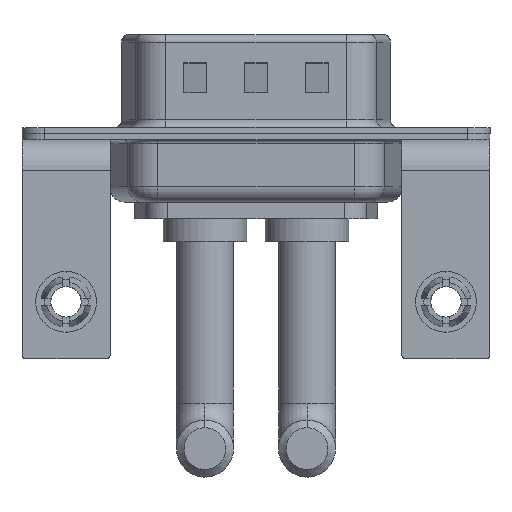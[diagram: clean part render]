
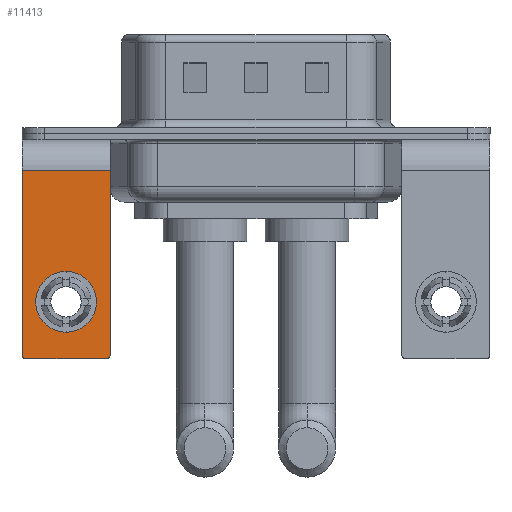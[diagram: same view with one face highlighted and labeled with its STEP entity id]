
A CAD part, front view. The second image highlights one B-rep face of the part: STEP entity #11413.
In plain terms, the highlighted planar face has unit normal (0, -1, 0).
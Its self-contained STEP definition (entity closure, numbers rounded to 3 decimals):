
#1013 = CARTESIAN_POINT ( 'NONE',  ( 2.9, -6.25, -2.4 ) ) ;
#1106 = ORIENTED_EDGE ( 'NONE', *, *, #5859, .F. ) ;
#1523 = DIRECTION ( 'NONE',  ( 0., 1., 0. ) ) ;
#1561 = CIRCLE ( 'NONE', #10238, 0.25 ) ;
#1683 = PLANE ( 'NONE',  #5959 ) ;
#1768 = CIRCLE ( 'NONE', #2865, 2. ) ;
#1930 = DIRECTION ( 'NONE',  ( 0., 0., 1. ) ) ;
#2095 = DIRECTION ( 'NONE',  ( 0., 1., 0. ) ) ;
#2865 = AXIS2_PLACEMENT_3D ( 'NONE', #8455, #10997, #12526 ) ;
#2964 = ORIENTED_EDGE ( 'NONE', *, *, #12514, .T. ) ;
#3010 = CARTESIAN_POINT ( 'NONE',  ( 0., -6.25, -13.07 ) ) ;
#3811 = ORIENTED_EDGE ( 'NONE', *, *, #16163, .T. ) ;
#4200 = ORIENTED_EDGE ( 'NONE', *, *, #7627, .T. ) ;
#4270 = EDGE_CURVE ( 'NONE', #9893, #9497, #12341, .T. ) ;
#4371 = CIRCLE ( 'NONE', #11695, 0.25 ) ;
#4854 = DIRECTION ( 'NONE',  ( 0., 0., 1. ) ) ;
#4914 = ORIENTED_EDGE ( 'NONE', *, *, #15774, .F. ) ;
#5004 = VECTOR ( 'NONE', #10273, 1000. ) ;
#5220 = DIRECTION ( 'NONE',  ( 0., 0., 1. ) ) ;
#5270 = LINE ( 'NONE', #6372, #5004 ) ;
#5358 = CARTESIAN_POINT ( 'NONE',  ( 0., -6.25, -9.07 ) ) ;
#5508 = FACE_OUTER_BOUND ( 'NONE', #12644, .T. ) ;
#5623 = VERTEX_POINT ( 'NONE', #5358 ) ;
#5859 = EDGE_CURVE ( 'NONE', #8722, #9276, #13519, .T. ) ;
#5953 = VERTEX_POINT ( 'NONE', #9301 ) ;
#5959 = AXIS2_PLACEMENT_3D ( 'NONE', #15745, #1523, #8045 ) ;
#6372 = CARTESIAN_POINT ( 'NONE',  ( 2.9, -6.25, -2.4 ) ) ;
#6410 = CARTESIAN_POINT ( 'NONE',  ( 2.9, -6.25, -14.55 ) ) ;
#7627 = EDGE_CURVE ( 'NONE', #8722, #8645, #1561, .T. ) ;
#8045 = DIRECTION ( 'NONE',  ( 0., 0., 1. ) ) ;
#8371 = CARTESIAN_POINT ( 'NONE',  ( 0., -6.25, -11.07 ) ) ;
#8455 = CARTESIAN_POINT ( 'NONE',  ( 0., -6.25, -11.07 ) ) ;
#8645 = VERTEX_POINT ( 'NONE', #6410 ) ;
#8722 = VERTEX_POINT ( 'NONE', #12685 ) ;
#8954 = CARTESIAN_POINT ( 'NONE',  ( 2.65, -6.25, -14.55 ) ) ;
#9125 = VECTOR ( 'NONE', #16517, 1000. ) ;
#9276 = VERTEX_POINT ( 'NONE', #14585 ) ;
#9301 = CARTESIAN_POINT ( 'NONE',  ( 2.9, -6.25, -2.4 ) ) ;
#9383 = DIRECTION ( 'NONE',  ( -1., 0., 0. ) ) ;
#9497 = VERTEX_POINT ( 'NONE', #9706 ) ;
#9679 = CARTESIAN_POINT ( 'NONE',  ( -2.65, -6.25, -14.55 ) ) ;
#9706 = CARTESIAN_POINT ( 'NONE',  ( -2.9, -6.25, -14.55 ) ) ;
#9893 = VERTEX_POINT ( 'NONE', #13976 ) ;
#10238 = AXIS2_PLACEMENT_3D ( 'NONE', #8954, #15703, #5220 ) ;
#10273 = DIRECTION ( 'NONE',  ( -1., 0., 0. ) ) ;
#10406 = ORIENTED_EDGE ( 'NONE', *, *, #14724, .T. ) ;
#10459 = ORIENTED_EDGE ( 'NONE', *, *, #4270, .T. ) ;
#10997 = DIRECTION ( 'NONE',  ( 0., 1., 0. ) ) ;
#11261 = ORIENTED_EDGE ( 'NONE', *, *, #13915, .T. ) ;
#11413 = ADVANCED_FACE ( 'NONE', ( #13300, #5508 ), #1683, .F. ) ;
#11695 = AXIS2_PLACEMENT_3D ( 'NONE', #9679, #16441, #4854 ) ;
#12281 = VECTOR ( 'NONE', #13787, 1000. ) ;
#12341 = LINE ( 'NONE', #15139, #12281 ) ;
#12461 = LINE ( 'NONE', #1013, #9125 ) ;
#12514 = EDGE_CURVE ( 'NONE', #9497, #9276, #4371, .T. ) ;
#12526 = DIRECTION ( 'NONE',  ( 0., 0., 1. ) ) ;
#12644 = EDGE_LOOP ( 'NONE', ( #10459, #2964, #1106, #4200, #4914, #11261 ) ) ;
#12685 = CARTESIAN_POINT ( 'NONE',  ( 2.65, -6.25, -14.8 ) ) ;
#13300 = FACE_BOUND ( 'NONE', #14277, .T. ) ;
#13519 = LINE ( 'NONE', #16051, #14480 ) ;
#13716 = CIRCLE ( 'NONE', #16702, 2. ) ;
#13787 = DIRECTION ( 'NONE',  ( 0., 0., -1. ) ) ;
#13915 = EDGE_CURVE ( 'NONE', #5953, #9893, #5270, .T. ) ;
#13976 = CARTESIAN_POINT ( 'NONE',  ( -2.9, -6.25, -2.4 ) ) ;
#14277 = EDGE_LOOP ( 'NONE', ( #10406, #3811 ) ) ;
#14480 = VECTOR ( 'NONE', #9383, 1000. ) ;
#14585 = CARTESIAN_POINT ( 'NONE',  ( -2.65, -6.25, -14.8 ) ) ;
#14724 = EDGE_CURVE ( 'NONE', #16418, #5623, #1768, .T. ) ;
#15139 = CARTESIAN_POINT ( 'NONE',  ( -2.9, -6.25, -2.4 ) ) ;
#15703 = DIRECTION ( 'NONE',  ( 0., -1., 0. ) ) ;
#15745 = CARTESIAN_POINT ( 'NONE',  ( 2.9, -6.25, -2.4 ) ) ;
#15774 = EDGE_CURVE ( 'NONE', #5953, #8645, #12461, .T. ) ;
#16051 = CARTESIAN_POINT ( 'NONE',  ( 2.9, -6.25, -14.8 ) ) ;
#16163 = EDGE_CURVE ( 'NONE', #5623, #16418, #13716, .T. ) ;
#16418 = VERTEX_POINT ( 'NONE', #3010 ) ;
#16441 = DIRECTION ( 'NONE',  ( 0., -1., 0. ) ) ;
#16517 = DIRECTION ( 'NONE',  ( 0., 0., -1. ) ) ;
#16702 = AXIS2_PLACEMENT_3D ( 'NONE', #8371, #2095, #1930 ) ;
